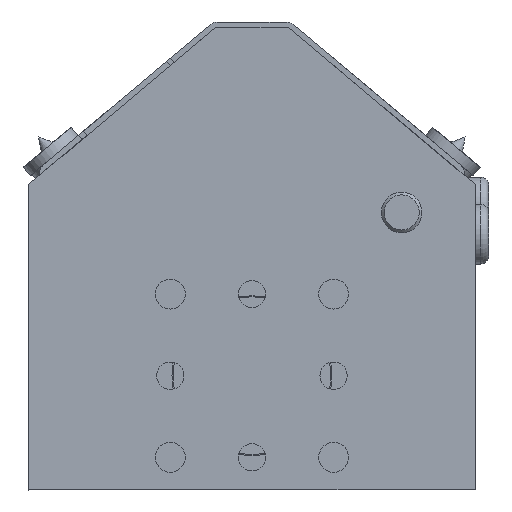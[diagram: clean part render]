
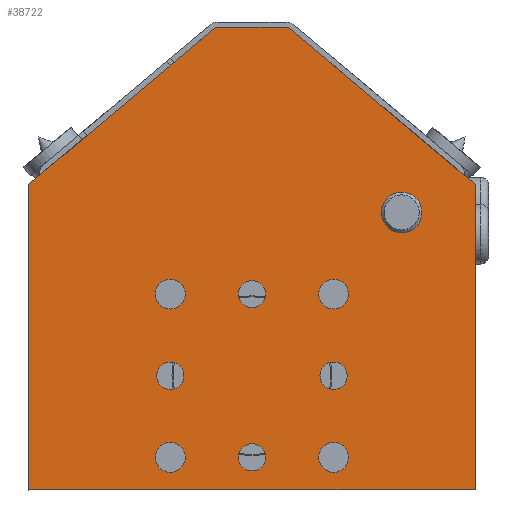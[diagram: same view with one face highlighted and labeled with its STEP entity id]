
A CAD part, left-side view. The second image highlights one B-rep face of the part: STEP entity #38722.
In plain terms, the highlighted face is planar.
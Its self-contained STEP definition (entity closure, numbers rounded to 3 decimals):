
#38190=CARTESIAN_POINT('',(292.,-12.25,5.));
#38191=VERTEX_POINT('',#38190);
#38192=CARTESIAN_POINT('',(292.,-15.,5.));
#38193=DIRECTION('',(-1.0,0.,0.));
#38194=DIRECTION('',(0.,-1.0,0.));
#38195=AXIS2_PLACEMENT_3D('',#38192,#38193,#38194);
#38196=CIRCLE('',#38195,2.75);
#38197=EDGE_CURVE('',#38191,#38191,#38196,.T.);
#38258=CARTESIAN_POINT('',(292.,17.75,35.));
#38259=VERTEX_POINT('',#38258);
#38260=CARTESIAN_POINT('',(292.,15.,35.));
#38261=DIRECTION('',(-1.0,0.,0.));
#38262=DIRECTION('',(0.,-1.0,0.));
#38263=AXIS2_PLACEMENT_3D('',#38260,#38261,#38262);
#38264=CIRCLE('',#38263,2.75);
#38265=EDGE_CURVE('',#38259,#38259,#38264,.T.);
#38326=CARTESIAN_POINT('',(292.,-12.25,35.));
#38327=VERTEX_POINT('',#38326);
#38328=CARTESIAN_POINT('',(292.,-15.,35.));
#38329=DIRECTION('',(-1.0,0.,0.));
#38330=DIRECTION('',(0.,-1.0,0.));
#38331=AXIS2_PLACEMENT_3D('',#38328,#38329,#38330);
#38332=CIRCLE('',#38331,2.75);
#38333=EDGE_CURVE('',#38327,#38327,#38332,.T.);
#38394=CARTESIAN_POINT('',(292.,17.75,5.));
#38395=VERTEX_POINT('',#38394);
#38396=CARTESIAN_POINT('',(292.,15.,5.));
#38397=DIRECTION('',(-1.0,0.,0.));
#38398=DIRECTION('',(0.,-1.0,0.));
#38399=AXIS2_PLACEMENT_3D('',#38396,#38397,#38398);
#38400=CIRCLE('',#38399,2.75);
#38401=EDGE_CURVE('',#38395,#38395,#38400,.T.);
#38437=CARTESIAN_POINT('',(292.,31.23,50.));
#38438=VERTEX_POINT('',#38437);
#38439=CARTESIAN_POINT('',(292.,27.5,50.));
#38440=DIRECTION('',(-1.0,0.,0.));
#38441=DIRECTION('',(0.,1.0,0.));
#38442=AXIS2_PLACEMENT_3D('',#38439,#38440,#38441);
#38443=CIRCLE('',#38442,3.73);
#38444=EDGE_CURVE('',#38438,#38438,#38443,.T.);
#38465=CARTESIAN_POINT('',(292.,-12.5,20.));
#38466=VERTEX_POINT('',#38465);
#38467=CARTESIAN_POINT('',(292.,-15.,20.));
#38468=DIRECTION('',(-1.0,0.,0.));
#38469=DIRECTION('',(0.,1.0,0.));
#38470=AXIS2_PLACEMENT_3D('',#38467,#38468,#38469);
#38471=CIRCLE('',#38470,2.5);
#38472=EDGE_CURVE('',#38466,#38466,#38471,.T.);
#38493=CARTESIAN_POINT('',(292.,2.5,35.));
#38494=VERTEX_POINT('',#38493);
#38495=CARTESIAN_POINT('',(292.,0.,35.));
#38496=DIRECTION('',(-1.0,0.,0.));
#38497=DIRECTION('',(0.,1.0,0.));
#38498=AXIS2_PLACEMENT_3D('',#38495,#38496,#38497);
#38499=CIRCLE('',#38498,2.5);
#38500=EDGE_CURVE('',#38494,#38494,#38499,.T.);
#38521=CARTESIAN_POINT('',(292.,17.5,20.));
#38522=VERTEX_POINT('',#38521);
#38523=CARTESIAN_POINT('',(292.,15.,20.));
#38524=DIRECTION('',(-1.0,0.,0.));
#38525=DIRECTION('',(0.,1.0,0.));
#38526=AXIS2_PLACEMENT_3D('',#38523,#38524,#38525);
#38527=CIRCLE('',#38526,2.5);
#38528=EDGE_CURVE('',#38522,#38522,#38527,.T.);
#38549=CARTESIAN_POINT('',(292.,2.5,5.));
#38550=VERTEX_POINT('',#38549);
#38551=CARTESIAN_POINT('',(292.,0.,5.));
#38552=DIRECTION('',(-1.0,0.,0.));
#38553=DIRECTION('',(0.,1.0,0.));
#38554=AXIS2_PLACEMENT_3D('',#38551,#38552,#38553);
#38555=CIRCLE('',#38554,2.5);
#38556=EDGE_CURVE('',#38550,#38550,#38555,.T.);
#38576=CARTESIAN_POINT('',(292.,6.651,84.));
#38577=VERTEX_POINT('',#38576);
#38584=CARTESIAN_POINT('',(292.,41.,55.178));
#38585=VERTEX_POINT('',#38584);
#38586=CARTESIAN_POINT('',(292.,41.,55.178));
#38587=DIRECTION('',(0.,-0.766,0.643));
#38588=VECTOR('',#38587,44.839);
#38589=LINE('',#38586,#38588);
#38590=EDGE_CURVE('',#38585,#38577,#38589,.T.);
#38616=CARTESIAN_POINT('',(292.,-41.,55.178));
#38617=VERTEX_POINT('',#38616);
#38624=CARTESIAN_POINT('',(292.,-6.651,84.));
#38625=VERTEX_POINT('',#38624);
#38626=CARTESIAN_POINT('',(292.,-6.651,84.));
#38627=DIRECTION('',(0.,-0.766,-0.643));
#38628=VECTOR('',#38627,44.839);
#38629=LINE('',#38626,#38628);
#38630=EDGE_CURVE('',#38625,#38617,#38629,.T.);
#38654=CARTESIAN_POINT('',(292.,-6.651,84.));
#38655=DIRECTION('',(0.,1.0,0.));
#38656=VECTOR('',#38655,13.303);
#38657=LINE('',#38654,#38656);
#38658=EDGE_CURVE('',#38625,#38577,#38657,.T.);
#38663=CARTESIAN_POINT('',(292.,0.,41.5));
#38664=DIRECTION('',(1.0,0.,0.));
#38665=DIRECTION('',(0.,1.0,0.));
#38666=AXIS2_PLACEMENT_3D('',#38663,#38664,#38665);
#38667=PLANE('',#38666);
#38668=ORIENTED_EDGE('',*,*,#38590,.T.);
#38669=ORIENTED_EDGE('',*,*,#38658,.F.);
#38670=ORIENTED_EDGE('',*,*,#38630,.T.);
#38671=CARTESIAN_POINT('',(292.,-41.,-1.));
#38672=VERTEX_POINT('',#38671);
#38673=CARTESIAN_POINT('',(292.,-41.,-1.));
#38674=DIRECTION('',(0.0,0.0,1.0));
#38675=VECTOR('',#38674,56.178);
#38676=LINE('',#38673,#38675);
#38677=EDGE_CURVE('',#38672,#38617,#38676,.T.);
#38678=ORIENTED_EDGE('',*,*,#38677,.F.);
#38679=CARTESIAN_POINT('',(292.,41.,-1.));
#38680=VERTEX_POINT('',#38679);
#38681=CARTESIAN_POINT('',(292.,41.,-1.));
#38682=DIRECTION('',(0.,-1.0,0.));
#38683=VECTOR('',#38682,82.);
#38684=LINE('',#38681,#38683);
#38685=EDGE_CURVE('',#38680,#38672,#38684,.T.);
#38686=ORIENTED_EDGE('',*,*,#38685,.F.);
#38687=CARTESIAN_POINT('',(292.,41.,55.178));
#38688=DIRECTION('',(0.0,0.0,-1.0));
#38689=VECTOR('',#38688,56.178);
#38690=LINE('',#38687,#38689);
#38691=EDGE_CURVE('',#38585,#38680,#38690,.T.);
#38692=ORIENTED_EDGE('',*,*,#38691,.F.);
#38693=EDGE_LOOP('',(#38668,#38669,#38670,#38678,#38686,#38692));
#38694=FACE_OUTER_BOUND('',#38693,.T.);
#38695=ORIENTED_EDGE('',*,*,#38197,.T.);
#38696=EDGE_LOOP('',(#38695));
#38697=FACE_BOUND('',#38696,.T.);
#38698=ORIENTED_EDGE('',*,*,#38265,.T.);
#38699=EDGE_LOOP('',(#38698));
#38700=FACE_BOUND('',#38699,.T.);
#38701=ORIENTED_EDGE('',*,*,#38333,.T.);
#38702=EDGE_LOOP('',(#38701));
#38703=FACE_BOUND('',#38702,.T.);
#38704=ORIENTED_EDGE('',*,*,#38401,.T.);
#38705=EDGE_LOOP('',(#38704));
#38706=FACE_BOUND('',#38705,.T.);
#38707=ORIENTED_EDGE('',*,*,#38444,.T.);
#38708=EDGE_LOOP('',(#38707));
#38709=FACE_BOUND('',#38708,.T.);
#38710=ORIENTED_EDGE('',*,*,#38472,.T.);
#38711=EDGE_LOOP('',(#38710));
#38712=FACE_BOUND('',#38711,.T.);
#38713=ORIENTED_EDGE('',*,*,#38500,.T.);
#38714=EDGE_LOOP('',(#38713));
#38715=FACE_BOUND('',#38714,.T.);
#38716=ORIENTED_EDGE('',*,*,#38528,.T.);
#38717=EDGE_LOOP('',(#38716));
#38718=FACE_BOUND('',#38717,.T.);
#38719=ORIENTED_EDGE('',*,*,#38556,.T.);
#38720=EDGE_LOOP('',(#38719));
#38721=FACE_BOUND('',#38720,.T.);
#38722=ADVANCED_FACE('',(#38694,#38697,#38700,#38703,#38706,#38709,#38712,#38715,#38718,#38721),#38667,.T.);
